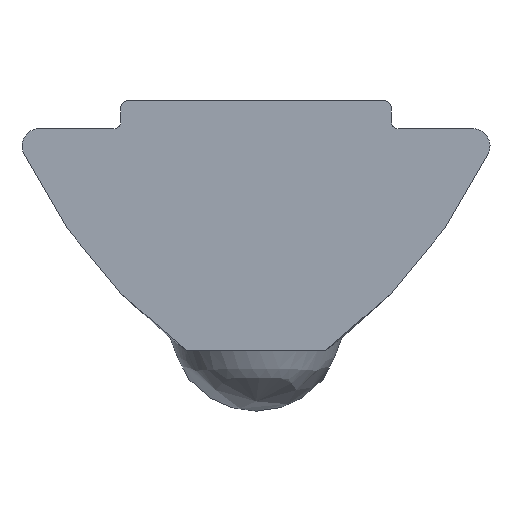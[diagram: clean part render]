
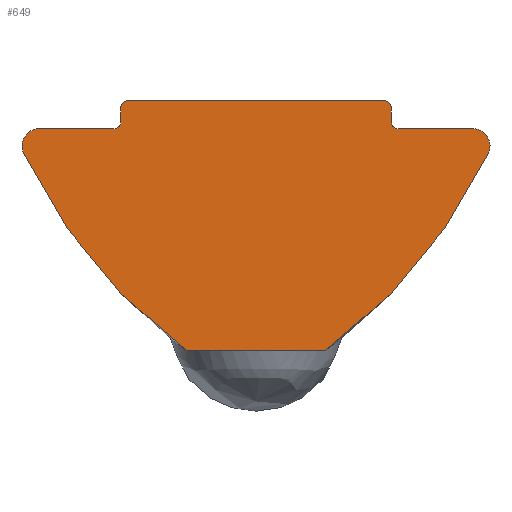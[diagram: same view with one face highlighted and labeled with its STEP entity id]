
A CAD part, front view. The second image highlights one B-rep face of the part: STEP entity #649.
In plain terms, the highlighted planar face has unit normal (0, -1, 0).
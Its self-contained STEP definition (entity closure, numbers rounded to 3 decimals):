
#5 = CARTESIAN_POINT ( 'NONE',  ( -6.701, -11., -0.722 ) ) ;
#6 = VECTOR ( 'NONE', #85, 1000. ) ;
#20 = EDGE_CURVE ( 'NONE', #142, #456, #128, .T. ) ;
#36 = VERTEX_POINT ( 'NONE', #769 ) ;
#42 = CARTESIAN_POINT ( 'NONE',  ( -6.245, -11., 0. ) ) ;
#57 = CARTESIAN_POINT ( 'NONE',  ( -3.7, -11., 0.8 ) ) ;
#72 = LINE ( 'NONE', #57, #687 ) ;
#78 = AXIS2_PLACEMENT_3D ( 'NONE', #545, #329, #870 ) ;
#79 = CARTESIAN_POINT ( 'NONE',  ( -3.7, -11., 0.6 ) ) ;
#81 = DIRECTION ( 'NONE',  ( 1., 0., 0. ) ) ;
#83 = CARTESIAN_POINT ( 'NONE',  ( 3.7, -11., 0.8 ) ) ;
#85 = DIRECTION ( 'NONE',  ( 1., 0., 0. ) ) ;
#104 = CARTESIAN_POINT ( 'NONE',  ( -6.245, -11., -0.505 ) ) ;
#118 = ORIENTED_EDGE ( 'NONE', *, *, #806, .F. ) ;
#126 = CARTESIAN_POINT ( 'NONE',  ( -6.245, -11., -0.505 ) ) ;
#128 = LINE ( 'NONE', #836, #399 ) ;
#139 = ORIENTED_EDGE ( 'NONE', *, *, #717, .F. ) ;
#142 = VERTEX_POINT ( 'NONE', #330 ) ;
#144 = VECTOR ( 'NONE', #667, 1000. ) ;
#145 = CARTESIAN_POINT ( 'NONE',  ( 3.9, -11., 0.2 ) ) ;
#156 = EDGE_CURVE ( 'NONE', #517, #763, #840, .T. ) ;
#178 = VERTEX_POINT ( 'NONE', #5 ) ;
#185 = VERTEX_POINT ( 'NONE', #145 ) ;
#188 = CIRCLE ( 'NONE', #548, 0.2 ) ;
#189 = PLANE ( 'NONE',  #78 ) ;
#192 = CARTESIAN_POINT ( 'NONE',  ( 4.1, -11., 0.2 ) ) ;
#211 = DIRECTION ( 'NONE',  ( 0., 1., 0. ) ) ;
#214 = DIRECTION ( 'NONE',  ( -1., 0., 0. ) ) ;
#216 = EDGE_CURVE ( 'NONE', #379, #178, #232, .T. ) ;
#221 = VERTEX_POINT ( 'NONE', #868 ) ;
#232 = CIRCLE ( 'NONE', #584, 15. ) ;
#236 = EDGE_CURVE ( 'NONE', #142, #550, #654, .T. ) ;
#242 = CARTESIAN_POINT ( 'NONE',  ( 3.7, -11., 0.6 ) ) ;
#250 = VERTEX_POINT ( 'NONE', #747 ) ;
#251 = ORIENTED_EDGE ( 'NONE', *, *, #156, .F. ) ;
#263 = VERTEX_POINT ( 'NONE', #831 ) ;
#264 = AXIS2_PLACEMENT_3D ( 'NONE', #104, #365, #569 ) ;
#266 = CARTESIAN_POINT ( 'NONE',  ( -4.1, -11., 0.2 ) ) ;
#268 = DIRECTION ( 'NONE',  ( 0., 1., 0. ) ) ;
#269 = EDGE_CURVE ( 'NONE', #36, #250, #482, .T. ) ;
#270 = DIRECTION ( 'NONE',  ( -1., 0., 0. ) ) ;
#274 = ORIENTED_EDGE ( 'NONE', *, *, #630, .F. ) ;
#283 = CARTESIAN_POINT ( 'NONE',  ( -6.85, -11., 5.71 ) ) ;
#285 = DIRECTION ( 'NONE',  ( 0., 1., 0. ) ) ;
#300 = CARTESIAN_POINT ( 'NONE',  ( -3.9, -11., 0.2 ) ) ;
#304 = EDGE_CURVE ( 'NONE', #185, #263, #823, .T. ) ;
#312 = DIRECTION ( 'NONE',  ( -1., 0., 0. ) ) ;
#325 = VECTOR ( 'NONE', #477, 1000. ) ;
#329 = DIRECTION ( 'NONE',  ( 0., 1., 0. ) ) ;
#330 = CARTESIAN_POINT ( 'NONE',  ( -3.9, -11., 0.6 ) ) ;
#334 = VERTEX_POINT ( 'NONE', #83 ) ;
#337 = ORIENTED_EDGE ( 'NONE', *, *, #216, .F. ) ;
#350 = AXIS2_PLACEMENT_3D ( 'NONE', #266, #268, #270 ) ;
#352 = FACE_OUTER_BOUND ( 'NONE', #713, .T. ) ;
#355 = DIRECTION ( 'NONE',  ( -1., 0., 0. ) ) ;
#361 = ORIENTED_EDGE ( 'NONE', *, *, #20, .T. ) ;
#365 = DIRECTION ( 'NONE',  ( 0., 1., 0. ) ) ;
#368 = DIRECTION ( 'NONE',  ( 0., 0., -1. ) ) ;
#379 = VERTEX_POINT ( 'NONE', #773 ) ;
#399 = VECTOR ( 'NONE', #368, 1000. ) ;
#404 = CIRCLE ( 'NONE', #551, 15. ) ;
#413 = LINE ( 'NONE', #671, #6 ) ;
#418 = DIRECTION ( 'NONE',  ( 0., 1., 0. ) ) ;
#438 = LINE ( 'NONE', #728, #325 ) ;
#452 = CARTESIAN_POINT ( 'NONE',  ( 4.1, -11., 0. ) ) ;
#455 = ORIENTED_EDGE ( 'NONE', *, *, #724, .F. ) ;
#456 = VERTEX_POINT ( 'NONE', #300 ) ;
#463 = CARTESIAN_POINT ( 'NONE',  ( -3.7, -11., 0.8 ) ) ;
#473 = EDGE_CURVE ( 'NONE', #571, #517, #573, .T. ) ;
#474 = DIRECTION ( 'NONE',  ( 0., 1., 0. ) ) ;
#477 = DIRECTION ( 'NONE',  ( -1., 0., 0. ) ) ;
#482 = CIRCLE ( 'NONE', #688, 0.505 ) ;
#493 = DIRECTION ( 'NONE',  ( 0., 0., 1. ) ) ;
#495 = DIRECTION ( 'NONE',  ( -1., 0., 0. ) ) ;
#509 = ORIENTED_EDGE ( 'NONE', *, *, #700, .T. ) ;
#515 = DIRECTION ( 'NONE',  ( 0., 1., 0. ) ) ;
#517 = VERTEX_POINT ( 'NONE', #42 ) ;
#520 = CIRCLE ( 'NONE', #768, 0.2 ) ;
#527 = VERTEX_POINT ( 'NONE', #452 ) ;
#545 = CARTESIAN_POINT ( 'NONE',  ( -3.7, -11., 0.6 ) ) ;
#548 = AXIS2_PLACEMENT_3D ( 'NONE', #192, #862, #668 ) ;
#550 = VERTEX_POINT ( 'NONE', #463 ) ;
#551 = AXIS2_PLACEMENT_3D ( 'NONE', #283, #285, #355 ) ;
#553 = CIRCLE ( 'NONE', #577, 0.505 ) ;
#569 = DIRECTION ( 'NONE',  ( -1., 0., 0. ) ) ;
#571 = VERTEX_POINT ( 'NONE', #852 ) ;
#573 = CIRCLE ( 'NONE', #264, 0.505 ) ;
#575 = EDGE_CURVE ( 'NONE', #334, #263, #520, .T. ) ;
#577 = AXIS2_PLACEMENT_3D ( 'NONE', #126, #474, #594 ) ;
#578 = ORIENTED_EDGE ( 'NONE', *, *, #611, .T. ) ;
#584 = AXIS2_PLACEMENT_3D ( 'NONE', #618, #211, #873 ) ;
#594 = DIRECTION ( 'NONE',  ( -1., 0., 0. ) ) ;
#610 = CARTESIAN_POINT ( 'NONE',  ( -4.1, -11., 0. ) ) ;
#611 = EDGE_CURVE ( 'NONE', #456, #763, #666, .T. ) ;
#613 = ORIENTED_EDGE ( 'NONE', *, *, #473, .F. ) ;
#618 = CARTESIAN_POINT ( 'NONE',  ( 6.85, -11., 5.71 ) ) ;
#623 = ORIENTED_EDGE ( 'NONE', *, *, #642, .F. ) ;
#628 = AXIS2_PLACEMENT_3D ( 'NONE', #79, #738, #214 ) ;
#630 = EDGE_CURVE ( 'NONE', #178, #571, #553, .T. ) ;
#635 = CARTESIAN_POINT ( 'NONE',  ( 6.245, -11., -0.505 ) ) ;
#642 = EDGE_CURVE ( 'NONE', #221, #379, #438, .T. ) ;
#645 = VECTOR ( 'NONE', #493, 1000. ) ;
#649 = ADVANCED_FACE ( 'NONE', ( #352 ), #189, .F. ) ;
#650 = ORIENTED_EDGE ( 'NONE', *, *, #304, .T. ) ;
#654 = CIRCLE ( 'NONE', #628, 0.2 ) ;
#666 = CIRCLE ( 'NONE', #350, 0.2 ) ;
#667 = DIRECTION ( 'NONE',  ( 1., 0., 0. ) ) ;
#668 = DIRECTION ( 'NONE',  ( -1., 0., 0. ) ) ;
#671 = CARTESIAN_POINT ( 'NONE',  ( -3.7, -11., 0. ) ) ;
#687 = VECTOR ( 'NONE', #81, 1000. ) ;
#688 = AXIS2_PLACEMENT_3D ( 'NONE', #635, #418, #495 ) ;
#694 = ORIENTED_EDGE ( 'NONE', *, *, #269, .F. ) ;
#700 = EDGE_CURVE ( 'NONE', #527, #185, #188, .T. ) ;
#713 = EDGE_LOOP ( 'NONE', ( #361, #578, #251, #613, #274, #337, #623, #118, #694, #455, #509, #650, #735, #139, #845 ) ) ;
#717 = EDGE_CURVE ( 'NONE', #550, #334, #72, .T. ) ;
#724 = EDGE_CURVE ( 'NONE', #527, #36, #413, .T. ) ;
#728 = CARTESIAN_POINT ( 'NONE',  ( -3.7, -11., -6.4 ) ) ;
#735 = ORIENTED_EDGE ( 'NONE', *, *, #575, .F. ) ;
#738 = DIRECTION ( 'NONE',  ( 0., 1., 0. ) ) ;
#747 = CARTESIAN_POINT ( 'NONE',  ( 6.701, -11., -0.722 ) ) ;
#763 = VERTEX_POINT ( 'NONE', #610 ) ;
#768 = AXIS2_PLACEMENT_3D ( 'NONE', #242, #515, #312 ) ;
#769 = CARTESIAN_POINT ( 'NONE',  ( 6.245, -11., 0. ) ) ;
#773 = CARTESIAN_POINT ( 'NONE',  ( -2.001, -11., -6.4 ) ) ;
#806 = EDGE_CURVE ( 'NONE', #250, #221, #404, .T. ) ;
#819 = CARTESIAN_POINT ( 'NONE',  ( 3.9, -11., 0.6 ) ) ;
#823 = LINE ( 'NONE', #819, #645 ) ;
#831 = CARTESIAN_POINT ( 'NONE',  ( 3.9, -11., 0.6 ) ) ;
#836 = CARTESIAN_POINT ( 'NONE',  ( -3.9, -11., 0.2 ) ) ;
#840 = LINE ( 'NONE', #854, #144 ) ;
#845 = ORIENTED_EDGE ( 'NONE', *, *, #236, .F. ) ;
#852 = CARTESIAN_POINT ( 'NONE',  ( -6.75, -11., -0.505 ) ) ;
#854 = CARTESIAN_POINT ( 'NONE',  ( -3.7, -11., 0. ) ) ;
#862 = DIRECTION ( 'NONE',  ( 0., 1., 0. ) ) ;
#868 = CARTESIAN_POINT ( 'NONE',  ( 2.001, -11., -6.4 ) ) ;
#870 = DIRECTION ( 'NONE',  ( -1., 0., 0. ) ) ;
#873 = DIRECTION ( 'NONE',  ( -1., 0., 0. ) ) ;
